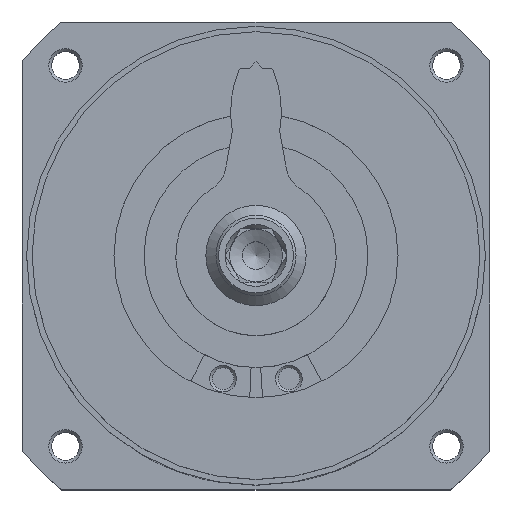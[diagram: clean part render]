
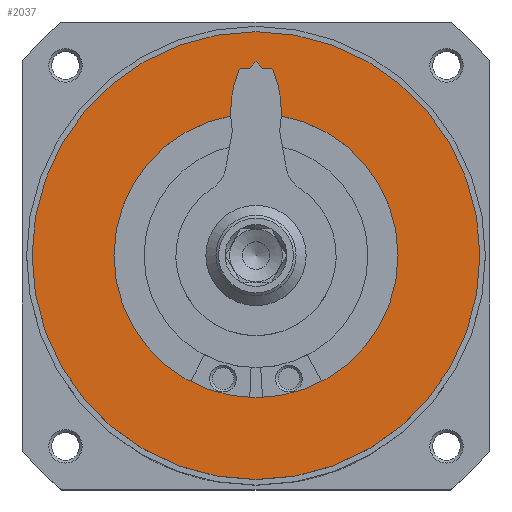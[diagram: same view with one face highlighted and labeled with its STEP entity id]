
A CAD part, top view. The second image highlights one B-rep face of the part: STEP entity #2037.
In plain terms, the highlighted face is planar.
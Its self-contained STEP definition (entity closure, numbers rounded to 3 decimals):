
#97=PLANE('',#2264);
#427=ORIENTED_EDGE('',*,*,#884,.F.);
#428=ORIENTED_EDGE('',*,*,#885,.T.);
#884=EDGE_CURVE('',#1122,#1122,#1317,.T.);
#885=EDGE_CURVE('',#1123,#1123,#1318,.T.);
#1122=VERTEX_POINT('',#3352);
#1123=VERTEX_POINT('',#3354);
#1317=CIRCLE('',#2265,33.5);
#1318=CIRCLE('',#2266,21.25);
#1476=EDGE_LOOP('',(#427));
#1477=EDGE_LOOP('',(#428));
#1737=FACE_BOUND('',#1476,.T.);
#1738=FACE_BOUND('',#1477,.T.);
#2037=ADVANCED_FACE('',(#1737,#1738),#97,.F.);
#2264=AXIS2_PLACEMENT_3D('',#3350,#2643,#2644);
#2265=AXIS2_PLACEMENT_3D('',#3351,#2645,#2646);
#2266=AXIS2_PLACEMENT_3D('',#3353,#2647,#2648);
#2643=DIRECTION('',(1.,0.,0.));
#2644=DIRECTION('',(0.,0.,-1.));
#2645=DIRECTION('',(1.,0.,0.));
#2646=DIRECTION('',(0.,0.,-1.));
#2647=DIRECTION('',(1.,0.,0.));
#2648=DIRECTION('',(0.,0.,-1.));
#3350=CARTESIAN_POINT('',(-39.1,0.,0.));
#3351=CARTESIAN_POINT('',(-39.1,0.,0.));
#3352=CARTESIAN_POINT('',(-39.1,0.,-33.5));
#3353=CARTESIAN_POINT('',(-39.1,0.,0.));
#3354=CARTESIAN_POINT('',(-39.1,0.,-21.25));
